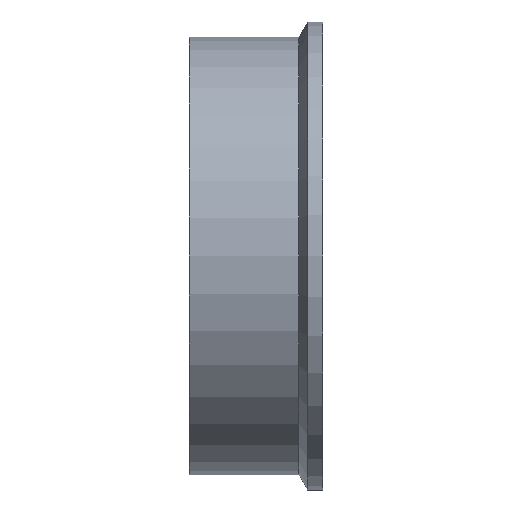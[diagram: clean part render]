
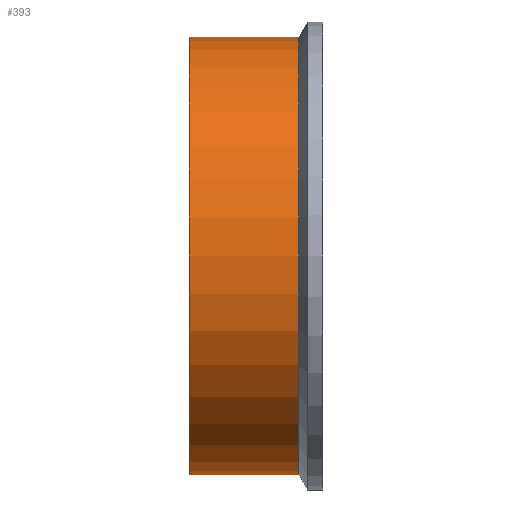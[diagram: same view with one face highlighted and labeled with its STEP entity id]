
A CAD part, front view. The second image highlights one B-rep face of the part: STEP entity #393.
In plain terms, the highlighted cylindrical face has radius 57.15 mm (diameter 114.3 mm), a partial arc.
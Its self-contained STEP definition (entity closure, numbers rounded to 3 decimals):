
#32 = DIRECTION ( 'NONE',  ( -1., 0., 0. ) ) ;
#36 = DIRECTION ( 'NONE',  ( 0., 0., 1. ) ) ;
#39 = CIRCLE ( 'NONE', #290, 57.15 ) ;
#67 = VERTEX_POINT ( 'NONE', #253 ) ;
#71 = ORIENTED_EDGE ( 'NONE', *, *, #296, .T. ) ;
#72 = DIRECTION ( 'NONE',  ( -1., 0., 0. ) ) ;
#97 = CARTESIAN_POINT ( 'NONE',  ( -34.25, 0., -57.15 ) ) ;
#110 = DIRECTION ( 'NONE',  ( 0., 0., 1. ) ) ;
#111 = VERTEX_POINT ( 'NONE', #97 ) ;
#139 = LINE ( 'NONE', #331, #202 ) ;
#144 = ORIENTED_EDGE ( 'NONE', *, *, #409, .F. ) ;
#163 = DIRECTION ( 'NONE',  ( -1., 0., 0. ) ) ;
#181 = EDGE_CURVE ( 'NONE', #67, #287, #223, .T. ) ;
#196 = CARTESIAN_POINT ( 'NONE',  ( -160.192, 0., 57.15 ) ) ;
#202 = VECTOR ( 'NONE', #163, 1000. ) ;
#203 = DIRECTION ( 'NONE',  ( -1., 0., 0. ) ) ;
#206 = CARTESIAN_POINT ( 'NONE',  ( -5.559, 0., -57.15 ) ) ;
#208 = CARTESIAN_POINT ( 'NONE',  ( -160.192, 0., 0. ) ) ;
#223 = LINE ( 'NONE', #196, #267 ) ;
#234 = CYLINDRICAL_SURFACE ( 'NONE', #300, 57.15 ) ;
#253 = CARTESIAN_POINT ( 'NONE',  ( -5.559, 0., 57.15 ) ) ;
#257 = CIRCLE ( 'NONE', #311, 57.15 ) ;
#267 = VECTOR ( 'NONE', #297, 1000. ) ;
#287 = VERTEX_POINT ( 'NONE', #372 ) ;
#289 = EDGE_CURVE ( 'NONE', #111, #287, #257, .T. ) ;
#290 = AXIS2_PLACEMENT_3D ( 'NONE', #363, #203, #110 ) ;
#296 = EDGE_CURVE ( 'NONE', #338, #67, #39, .T. ) ;
#297 = DIRECTION ( 'NONE',  ( -1., 0., 0. ) ) ;
#300 = AXIS2_PLACEMENT_3D ( 'NONE', #208, #32, #335 ) ;
#305 = FACE_OUTER_BOUND ( 'NONE', #364, .T. ) ;
#307 = CARTESIAN_POINT ( 'NONE',  ( -34.25, 0., 0. ) ) ;
#311 = AXIS2_PLACEMENT_3D ( 'NONE', #307, #72, #36 ) ;
#331 = CARTESIAN_POINT ( 'NONE',  ( -160.192, 0., -57.15 ) ) ;
#335 = DIRECTION ( 'NONE',  ( 0., 0., 1. ) ) ;
#336 = ORIENTED_EDGE ( 'NONE', *, *, #181, .T. ) ;
#338 = VERTEX_POINT ( 'NONE', #206 ) ;
#363 = CARTESIAN_POINT ( 'NONE',  ( -5.559, 0., 0. ) ) ;
#364 = EDGE_LOOP ( 'NONE', ( #144, #71, #336, #403 ) ) ;
#372 = CARTESIAN_POINT ( 'NONE',  ( -34.25, 0., 57.15 ) ) ;
#393 = ADVANCED_FACE ( 'NONE', ( #305 ), #234, .T. ) ;
#403 = ORIENTED_EDGE ( 'NONE', *, *, #289, .F. ) ;
#409 = EDGE_CURVE ( 'NONE', #338, #111, #139, .T. ) ;
